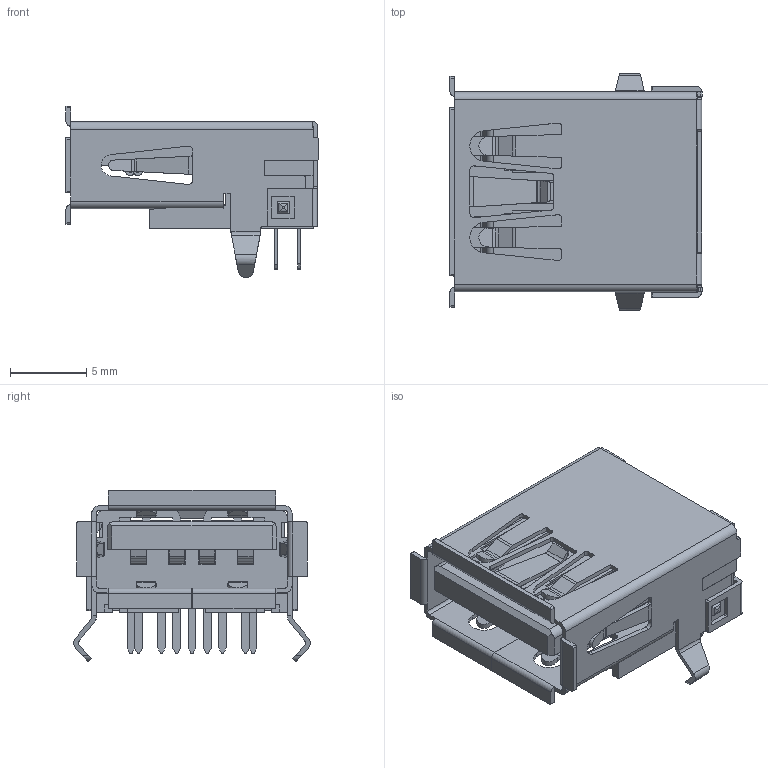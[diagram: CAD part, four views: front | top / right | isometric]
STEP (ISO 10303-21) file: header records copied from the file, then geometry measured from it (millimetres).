
FILE_DESCRIPTION(('STEP AP242'),'1');
FILE_NAME('692121030100.stp','2018-11-29T13:05:50',('TraceParts'),('TraceParts S.A.'),'Spatial InterOp 3D',' ',' ');
FILE_SCHEMA(('AP242_MANAGED_MODEL_BASED_3D_ENGINEERING_MIM_LF {1 0 10303 442 1 1 4}'));
Length unit declared in the file: millimetre
Products named in the file (1): 692121030100_1
Bounding box: 16.55 x 15.48 x 11.22 mm (x, y, z)
Volume: 639.4 mm3; surface area: 3163.2 mm2
Topology: 12 solids, 12 shells, 1172 faces, 3300 edges, 2139 vertices
Faces by surface type: plane 859, cylinder 309, bspline 4
Entity records: 47032 total; most frequent: CARTESIAN_POINT 6713, ORIENTED_EDGE 6600, DIRECTION 6254, EDGE_CURVE 3300, LINE 2690, VECTOR 2690, VERTEX_POINT 2139, AXIS2_PLACEMENT_3D 1782
